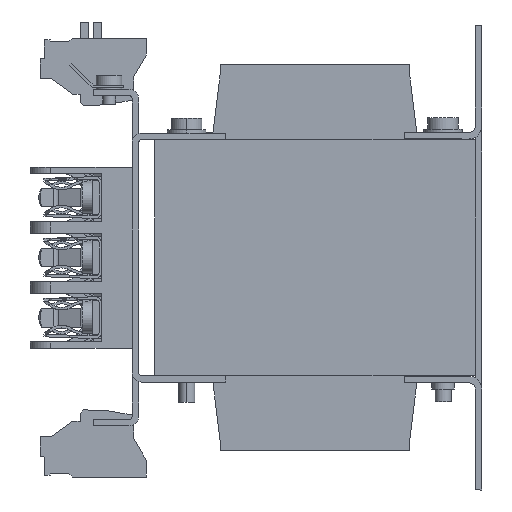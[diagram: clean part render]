
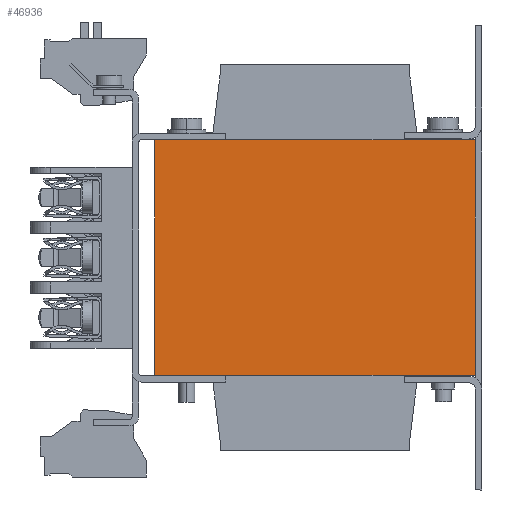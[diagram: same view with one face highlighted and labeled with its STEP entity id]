
A CAD part, left-side view. The second image highlights one B-rep face of the part: STEP entity #46936.
In plain terms, the highlighted planar face has unit normal (-1, 0, 0).
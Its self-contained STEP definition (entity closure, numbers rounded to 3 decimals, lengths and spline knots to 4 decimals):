
#125 = DIRECTION ( 'NONE',  ( 0., 0., 1. ) ) ;
#1691 = LINE ( 'NONE', #47584, #31150 ) ;
#4115 = EDGE_CURVE ( 'NONE', #10581, #51434, #1691, .T. ) ;
#5335 = DIRECTION ( 'NONE',  ( 0., -1., 0. ) ) ;
#6096 = EDGE_CURVE ( 'NONE', #41580, #48200, #26216, .T. ) ;
#7535 = AXIS2_PLACEMENT_3D ( 'NONE', #40051, #18885, #27212 ) ;
#8961 = EDGE_CURVE ( 'NONE', #48200, #51434, #20301, .T. ) ;
#10581 = VERTEX_POINT ( 'NONE', #47246 ) ;
#11878 = VECTOR ( 'NONE', #5335, 39.3701 ) ;
#12491 = EDGE_CURVE ( 'NONE', #41580, #10581, #51015, .T. ) ;
#16750 = EDGE_LOOP ( 'NONE', ( #41063, #29301, #24320, #48675 ) ) ;
#18610 = PLANE ( 'NONE',  #7535 ) ;
#18885 = DIRECTION ( 'NONE',  ( 1., 0., 0. ) ) ;
#20301 = LINE ( 'NONE', #41732, #27248 ) ;
#22826 = DIRECTION ( 'NONE',  ( 0., -1., 0. ) ) ;
#24187 = DIRECTION ( 'NONE',  ( 0., 0., 1. ) ) ;
#24320 = ORIENTED_EDGE ( 'NONE', *, *, #12491, .F. ) ;
#24703 = VECTOR ( 'NONE', #125, 39.3701 ) ;
#26216 = LINE ( 'NONE', #47097, #11878 ) ;
#26255 = CARTESIAN_POINT ( 'NONE',  ( -2.3622, 1.9685, 1.4469 ) ) ;
#27212 = DIRECTION ( 'NONE',  ( 0., 0., -1. ) ) ;
#27248 = VECTOR ( 'NONE', #24187, 39.3701 ) ;
#29301 = ORIENTED_EDGE ( 'NONE', *, *, #4115, .F. ) ;
#31150 = VECTOR ( 'NONE', #22826, 39.3701 ) ;
#32208 = CARTESIAN_POINT ( 'NONE',  ( -2.3622, 1.9685, -1.4469 ) ) ;
#34570 = CARTESIAN_POINT ( 'NONE',  ( -2.3622, -1.9685, -1.4469 ) ) ;
#35358 = CARTESIAN_POINT ( 'NONE',  ( -2.3622, -1.9685, 1.4469 ) ) ;
#39766 = FACE_OUTER_BOUND ( 'NONE', #16750, .T. ) ;
#40051 = CARTESIAN_POINT ( 'NONE',  ( -2.3622, 0., 1.4469 ) ) ;
#41063 = ORIENTED_EDGE ( 'NONE', *, *, #8961, .T. ) ;
#41580 = VERTEX_POINT ( 'NONE', #32208 ) ;
#41732 = CARTESIAN_POINT ( 'NONE',  ( -2.3622, -1.9685, 1.4469 ) ) ;
#46936 = ADVANCED_FACE ( 'NONE', ( #39766 ), #18610, .F. ) ;
#47097 = CARTESIAN_POINT ( 'NONE',  ( -2.3622, 0., -1.4469 ) ) ;
#47246 = CARTESIAN_POINT ( 'NONE',  ( -2.3622, 1.9685, 1.4469 ) ) ;
#47584 = CARTESIAN_POINT ( 'NONE',  ( -2.3622, 0., 1.4469 ) ) ;
#48200 = VERTEX_POINT ( 'NONE', #34570 ) ;
#48675 = ORIENTED_EDGE ( 'NONE', *, *, #6096, .T. ) ;
#51015 = LINE ( 'NONE', #26255, #24703 ) ;
#51434 = VERTEX_POINT ( 'NONE', #35358 ) ;
